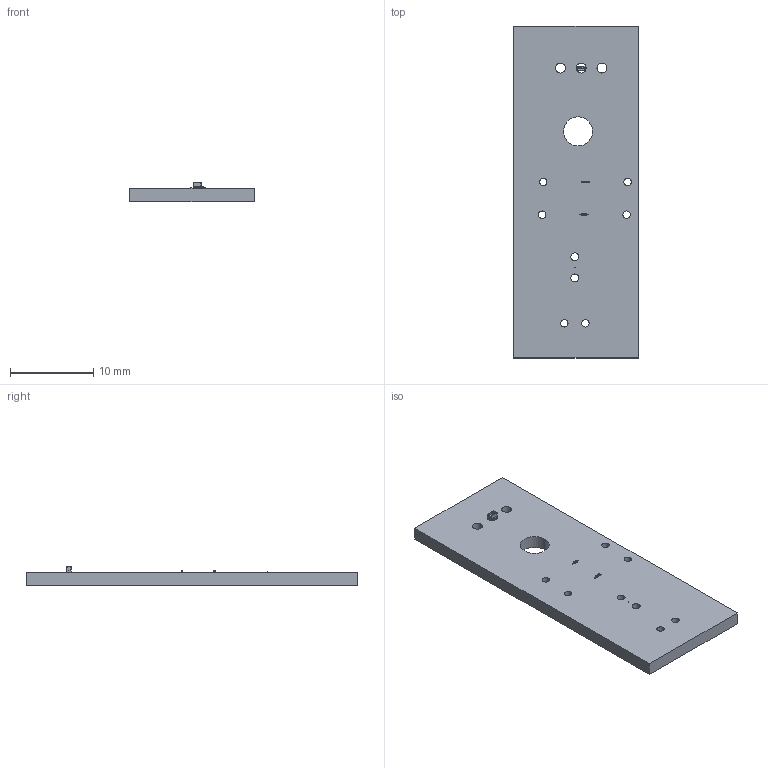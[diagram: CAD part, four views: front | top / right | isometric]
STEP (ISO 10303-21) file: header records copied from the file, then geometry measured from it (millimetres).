
FILE_DESCRIPTION(('Designed by EasyEDA Pro'),'2;1');
FILE_NAME('Open CASCADE Shape Model','2025-05-09T21:43:59',('Author'),( 'Open CASCADE'),'Open CASCADE STEP processor 7.8','Open CASCADE 7.8' ,'Unknown');
FILE_SCHEMA(('AUTOMOTIVE_DESIGN { 1 0 10303 214 1 1 1 1 }'));
Length unit declared in the file: millimetre
Products named in the file (12): EasyEDA PCB Model~t5L8; Board~t5L8; TopCopper~t5L8; BottomCopper~t5L8; TopFpcStiffener~t5L8; BottomFpcStiffener~t5L8; R2~R_AXIAL-0.4~R_AXIAL-0.4~t5L8; R_AXIAL-0.4~R_AXIAL-0.4~t5L8; LED1~LED-TH_BD5.0_RED~LED-TH_BD5.0_Red~t5L8; LED-TH_BD5.0_RED~LED-TH_BD5.0_Red~t5L8; U2~CONN-TH_C722693~CONN-TH_C722693~t5L8; CONN-TH_C722693~CONN-TH_C722693~t5L8
Assembly tree (12 placements, depth 3):
  EasyEDA PCB Model~t5L8
    Board~t5L8
    TopCopper~t5L8
    BottomCopper~t5L8
    TopFpcStiffener~t5L8
    BottomFpcStiffener~t5L8
    R2~R_AXIAL-0.4~R_AXIAL-0.4~t5L8  x2
      R_AXIAL-0.4~R_AXIAL-0.4~t5L8
    LED1~LED-TH_BD5.0_RED~LED-TH_BD5.0_Red~t5L8
      LED-TH_BD5.0_RED~LED-TH_BD5.0_Red~t5L8
    U2~CONN-TH_C722693~CONN-TH_C722693~t5L8
      CONN-TH_C722693~CONN-TH_C722693~t5L8
Bounding box: 14.97 x 39.97 x 2.29 mm (x, y, z)
Volume: 928.8 mm3; surface area: 1415.8 mm2
Topology: 18 solids, 18 shells, 996 faces, 2605 edges, 1720 vertices
Faces by surface type: plane 516, bspline 324, cylinder 94, revolution 46, torus 16
Entity records: 29151 total; most frequent: CARTESIAN_POINT 9780, ORIENTED_EDGE 3728, DIRECTION 2321, EDGE_CURVE 1864, VERTEX_POINT 1234, LINE 1066, VECTOR 1066, FACE_BOUND 788
